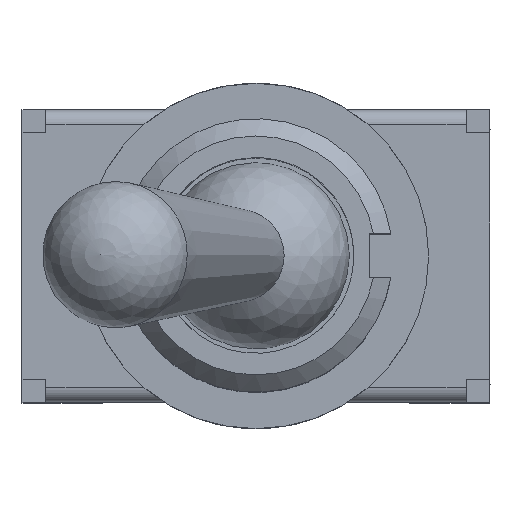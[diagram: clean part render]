
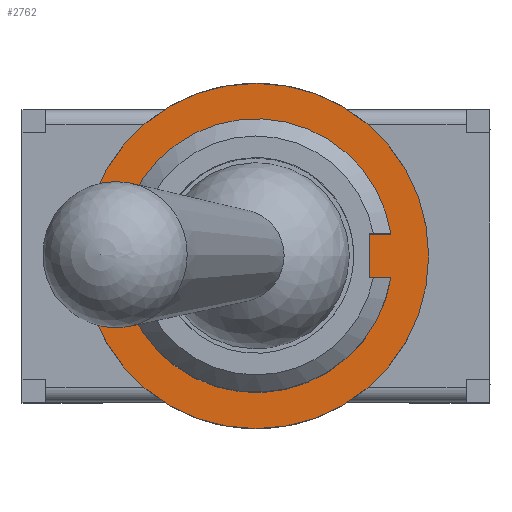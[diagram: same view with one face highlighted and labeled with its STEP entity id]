
A CAD part, top view. The second image highlights one B-rep face of the part: STEP entity #2762.
In plain terms, the highlighted planar face has unit normal (0, 0, 1).
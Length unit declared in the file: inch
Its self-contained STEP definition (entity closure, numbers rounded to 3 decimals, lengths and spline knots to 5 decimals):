
#92=FACE_BOUND('',#366,.T.);
#135=CIRCLE('',#2955,0.0935);
#136=CIRCLE('',#2957,0.11811);
#211=FACE_OUTER_BOUND('',#365,.T.);
#365=EDGE_LOOP('',(#2024));
#366=EDGE_LOOP('',(#2025,#2026,#2027,#2028));
#583=LINE('',#4098,#891);
#586=LINE('',#4104,#894);
#588=LINE('',#4107,#896);
#891=VECTOR('',#3331,0.3937);
#894=VECTOR('',#3336,0.3937);
#896=VECTOR('',#3340,0.3937);
#1183=VERTEX_POINT('',#4095);
#1184=VERTEX_POINT('',#4097);
#1185=VERTEX_POINT('',#4101);
#1186=VERTEX_POINT('',#4103);
#1187=VERTEX_POINT('',#4111);
#1495=EDGE_CURVE('',#1184,#1183,#583,.T.);
#1498=EDGE_CURVE('',#1186,#1185,#586,.T.);
#1500=EDGE_CURVE('',#1185,#1184,#588,.T.);
#1501=EDGE_CURVE('',#1183,#1186,#135,.T.);
#1502=EDGE_CURVE('',#1187,#1187,#136,.T.);
#2024=ORIENTED_EDGE('',*,*,#1502,.F.);
#2025=ORIENTED_EDGE('',*,*,#1498,.T.);
#2026=ORIENTED_EDGE('',*,*,#1500,.T.);
#2027=ORIENTED_EDGE('',*,*,#1495,.T.);
#2028=ORIENTED_EDGE('',*,*,#1501,.T.);
#2642=PLANE('',#2956);
#2762=ADVANCED_FACE('',(#211,#92),#2642,.F.);
#2955=AXIS2_PLACEMENT_3D('',#4109,#3343,#3344);
#2956=AXIS2_PLACEMENT_3D('',#4110,#3345,#3346);
#2957=AXIS2_PLACEMENT_3D('',#4112,#3347,#3348);
#3331=DIRECTION('',(1.,0.,0.));
#3336=DIRECTION('',(-1.,0.,0.));
#3340=DIRECTION('',(0.,-1.,0.));
#3343=DIRECTION('center_axis',(0.,0.,
-1.));
#3344=DIRECTION('ref_axis',(-0.987,-0.16,0.));
#3345=DIRECTION('center_axis',(0.,0.,
-1.));
#3346=DIRECTION('ref_axis',(-1.,0.,0.));
#3347=DIRECTION('center_axis',(0.,0.,
-1.));
#3348=DIRECTION('ref_axis',(-1.,0.,0.));
#4095=CARTESIAN_POINT('',(0.0923,-0.01496,0.30866));
#4097=CARTESIAN_POINT('',(0.07734,-0.01496,0.30866));
#4098=CARTESIAN_POINT('',(0.03867,-0.01496,0.30866));
#4101=CARTESIAN_POINT('',(0.07734,0.01496,0.30866));
#4103=CARTESIAN_POINT('',(0.0923,0.01496,0.30866));
#4104=CARTESIAN_POINT('',(0.04615,0.01496,0.30866));
#4107=CARTESIAN_POINT('',(0.07734,0.00748,0.30866));
#4109=CARTESIAN_POINT('Origin',(0.,0.,
0.30866));
#4110=CARTESIAN_POINT('Origin',(0.,0.,
0.30866));
#4111=CARTESIAN_POINT('',(0.11811,0.,0.30866));
#4112=CARTESIAN_POINT('Origin',(0.,0.,
0.30866));
